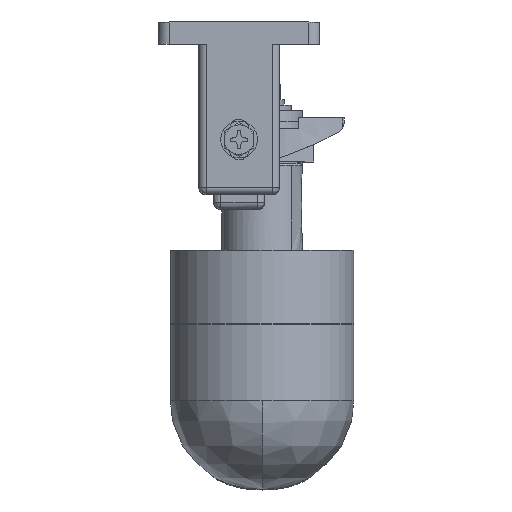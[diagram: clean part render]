
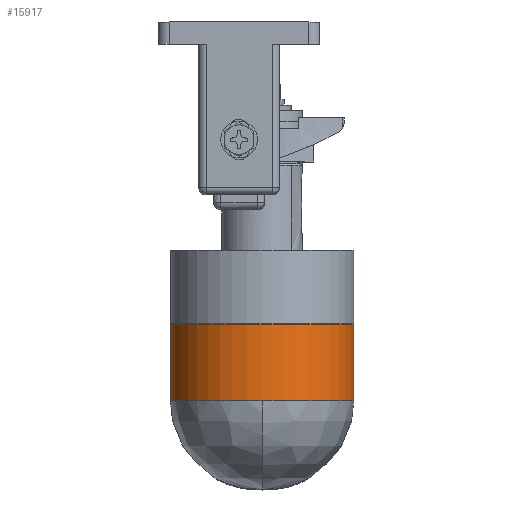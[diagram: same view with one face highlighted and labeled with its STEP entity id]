
A CAD part, top view. The second image highlights one B-rep face of the part: STEP entity #15917.
In plain terms, the highlighted free-form (B-spline) face has degree [2, 1] with [5, 2] control points.
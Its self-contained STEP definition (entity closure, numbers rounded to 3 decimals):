
#15667=CARTESIAN_POINT('',(24.953,-65.,-1.526));
#15668=VERTEX_POINT('',#15667);
#15682=CARTESIAN_POINT('',(0.,-65.,25.0));
#15683=VERTEX_POINT('',#15682);
#15684=CARTESIAN_POINT('',(24.953,-65.,-1.526));
#15685=CARTESIAN_POINT('',(25.,-65.,-0.764));
#15686=CARTESIAN_POINT('',(25.,-65.,0.));
#15687=CARTESIAN_POINT('',(25.,-65.,25.));
#15688=CARTESIAN_POINT('',(0.,-65.,25.0));
#15696=(BOUNDED_CURVE()B_SPLINE_CURVE(2,(#15684,#15685,#15686,#15687,#15688),.UNSPECIFIED.,.F.,.U.)B_SPLINE_CURVE_WITH_KNOTS((3,2,3),(0.239,0.25,0.5),.UNSPECIFIED.)CURVE()GEOMETRIC_REPRESENTATION_ITEM()RATIONAL_B_SPLINE_CURVE((0.976,0.988,1.0,0.707,1.0))REPRESENTATION_ITEM(''));
#15697=EDGE_CURVE('',#15668,#15683,#15696,.T.);
#15763=CARTESIAN_POINT('',(-24.953,-65.,1.526));
#15764=VERTEX_POINT('',#15763);
#15765=CARTESIAN_POINT('',(0.,-65.,25.0));
#15766=CARTESIAN_POINT('',(-23.518,-65.,25.));
#15767=CARTESIAN_POINT('',(-24.953,-65.,1.526));
#15775=(BOUNDED_CURVE()B_SPLINE_CURVE(2,(#15765,#15766,#15767),.UNSPECIFIED.,.F.,.U.)B_SPLINE_CURVE_WITH_KNOTS((3,3),(0.5,0.739),.UNSPECIFIED.)CURVE()GEOMETRIC_REPRESENTATION_ITEM()RATIONAL_B_SPLINE_CURVE((1.0,0.72,0.976))REPRESENTATION_ITEM(''));
#15776=EDGE_CURVE('',#15683,#15764,#15775,.T.);
#15815=CARTESIAN_POINT('',(-24.953,-44.2,1.526));
#15816=VERTEX_POINT('',#15815);
#15817=CARTESIAN_POINT('',(-24.953,-44.2,1.526));
#15818=CARTESIAN_POINT('',(-24.953,-65.,1.526));
#15819=QUASI_UNIFORM_CURVE('',1,(#15817,#15818),.UNSPECIFIED.,.F.,.U.);
#15820=EDGE_CURVE('',#15816,#15764,#15819,.T.);
#15839=CARTESIAN_POINT('',(24.953,-44.2,-1.526));
#15840=VERTEX_POINT('',#15839);
#15854=CARTESIAN_POINT('',(24.953,-44.2,-1.526));
#15855=CARTESIAN_POINT('',(24.953,-65.,-1.526));
#15856=QUASI_UNIFORM_CURVE('',1,(#15854,#15855),.UNSPECIFIED.,.F.,.U.);
#15857=EDGE_CURVE('',#15840,#15668,#15856,.T.);
#15863=CARTESIAN_POINT('',(24.953,-43.68,-1.526));
#15864=CARTESIAN_POINT('',(26.48,-43.68,23.427));
#15865=CARTESIAN_POINT('',(1.526,-43.68,24.953));
#15866=CARTESIAN_POINT('',(-23.427,-43.68,26.48));
#15867=CARTESIAN_POINT('',(-24.953,-43.68,1.526));
#15868=CARTESIAN_POINT('',(24.953,-65.533,-1.526));
#15869=CARTESIAN_POINT('',(26.48,-65.533,23.427));
#15870=CARTESIAN_POINT('',(1.526,-65.533,24.953));
#15871=CARTESIAN_POINT('',(-23.427,-65.533,26.48));
#15872=CARTESIAN_POINT('',(-24.953,-65.533,1.526));
#15880=(BOUNDED_SURFACE()B_SPLINE_SURFACE(2,1,((#15863,#15868),(#15864,#15869),(#15865,#15870),(#15866,#15871),(#15867,#15872)),.UNSPECIFIED.,.F.,.F.,.U.)B_SPLINE_SURFACE_WITH_KNOTS((3,2,3),(2,2),(0.0,41.421,82.843),(0.0,21.853),.UNSPECIFIED.)GEOMETRIC_REPRESENTATION_ITEM()RATIONAL_B_SPLINE_SURFACE(((1.0,1.0),(0.707,0.707),(1.0,1.0),(0.707,0.707),(1.0,1.0)))REPRESENTATION_ITEM('')SURFACE());
#15881=ORIENTED_EDGE('',*,*,#15776,.F.);
#15882=ORIENTED_EDGE('',*,*,#15697,.F.);
#15883=ORIENTED_EDGE('',*,*,#15857,.F.);
#15884=CARTESIAN_POINT('',(0.,-44.2,25.0));
#15885=VERTEX_POINT('',#15884);
#15886=CARTESIAN_POINT('',(24.953,-44.2,-1.526));
#15887=CARTESIAN_POINT('',(25.,-44.2,-0.764));
#15888=CARTESIAN_POINT('',(25.,-44.2,0.));
#15889=CARTESIAN_POINT('',(25.,-44.2,25.));
#15890=CARTESIAN_POINT('',(0.,-44.2,25.0));
#15898=(BOUNDED_CURVE()B_SPLINE_CURVE(2,(#15886,#15887,#15888,#15889,#15890),.UNSPECIFIED.,.F.,.U.)B_SPLINE_CURVE_WITH_KNOTS((3,2,3),(0.739,0.75,1.0),.UNSPECIFIED.)CURVE()GEOMETRIC_REPRESENTATION_ITEM()RATIONAL_B_SPLINE_CURVE((0.976,0.988,1.0,0.707,1.0))REPRESENTATION_ITEM(''));
#15899=EDGE_CURVE('',#15840,#15885,#15898,.T.);
#15900=ORIENTED_EDGE('',*,*,#15899,.T.);
#15901=CARTESIAN_POINT('',(0.,-44.2,25.0));
#15902=CARTESIAN_POINT('',(-23.518,-44.2,25.));
#15903=CARTESIAN_POINT('',(-24.953,-44.2,1.526));
#15911=(BOUNDED_CURVE()B_SPLINE_CURVE(2,(#15901,#15902,#15903),.UNSPECIFIED.,.F.,.U.)B_SPLINE_CURVE_WITH_KNOTS((3,3),(0.0,0.239),.UNSPECIFIED.)CURVE()GEOMETRIC_REPRESENTATION_ITEM()RATIONAL_B_SPLINE_CURVE((1.0,0.72,0.976))REPRESENTATION_ITEM(''));
#15912=EDGE_CURVE('',#15885,#15816,#15911,.T.);
#15913=ORIENTED_EDGE('',*,*,#15912,.T.);
#15914=ORIENTED_EDGE('',*,*,#15820,.T.);
#15915=EDGE_LOOP('',(#15881,#15882,#15883,#15900,#15913,#15914));
#15916=FACE_OUTER_BOUND('',#15915,.T.);
#15917=ADVANCED_FACE('',(#15916),#15880,.T.);
